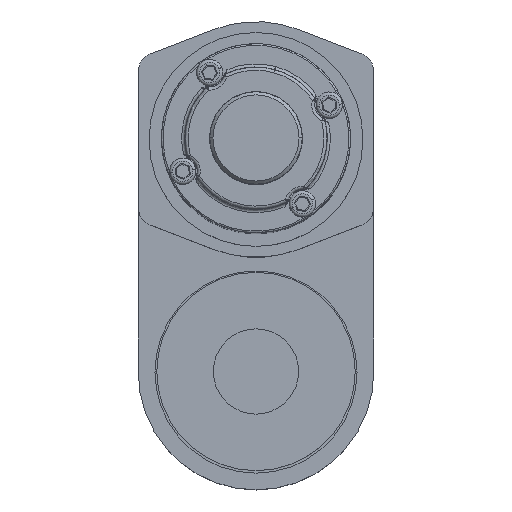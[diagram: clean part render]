
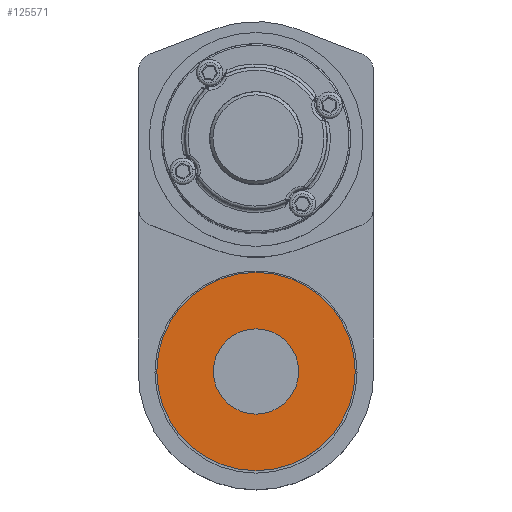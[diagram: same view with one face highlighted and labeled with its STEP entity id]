
A CAD part, top view. The second image highlights one B-rep face of the part: STEP entity #125571.
In plain terms, the highlighted planar face has unit normal (0, 0, 1).
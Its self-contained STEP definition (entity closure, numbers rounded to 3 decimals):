
#125252=CARTESIAN_POINT('',(0.,-75.,104.5));
#125253=DIRECTION('',(0.,0.,-1.));
#125254=DIRECTION('',(1.,0.,0.));
#125255=AXIS2_PLACEMENT_3D('',#125252,#125253,#125254);
#125257=CARTESIAN_POINT('',(0.,-75.,104.5));
#125258=DIRECTION('',(0.,0.,-1.));
#125259=DIRECTION('',(-1.,0.,0.));
#125260=AXIS2_PLACEMENT_3D('',#125257,#125258,#125259);
#125262=CARTESIAN_POINT('',(0.,-75.,104.5));
#125263=DIRECTION('',(0.,0.,1.));
#125264=DIRECTION('',(-1.,0.,0.));
#125265=AXIS2_PLACEMENT_3D('',#125262,#125263,#125264);
#125267=CARTESIAN_POINT('',(0.,-75.,104.5));
#125268=DIRECTION('',(0.,0.,1.));
#125269=DIRECTION('',(1.,0.,0.));
#125270=AXIS2_PLACEMENT_3D('',#125267,#125268,#125269);
#125456=CARTESIAN_POINT('',(-13.75,-75.,104.5));
#125457=VERTEX_POINT('',#125456);
#125458=CARTESIAN_POINT('',(13.75,-75.,104.5));
#125459=VERTEX_POINT('',#125458);
#125460=CARTESIAN_POINT('',(32.,-75.,104.5));
#125461=CARTESIAN_POINT('',(-32.,-75.,104.5));
#125462=VERTEX_POINT('',#125460);
#125463=VERTEX_POINT('',#125461);
#125556=CARTESIAN_POINT('',(0.,-75.,104.5));
#125557=DIRECTION('',(0.,0.,1.));
#125558=DIRECTION('',(-1.,0.,0.));
#125559=AXIS2_PLACEMENT_3D('',#125556,#125557,#125558);
#125560=PLANE('',#125559);
#125562=ORIENTED_EDGE('',*,*,#125561,.T.);
#125564=ORIENTED_EDGE('',*,*,#125563,.T.);
#125565=EDGE_LOOP('',(#125562,#125564));
#125566=FACE_OUTER_BOUND('',#125565,.F.);
#125567=ORIENTED_EDGE('',*,*,#125549,.T.);
#125568=ORIENTED_EDGE('',*,*,#125525,.T.);
#125569=EDGE_LOOP('',(#125567,#125568));
#125570=FACE_BOUND('',#125569,.F.);
#125256=CIRCLE('',#125255,32.);
#125261=CIRCLE('',#125260,32.);
#125266=CIRCLE('',#125265,13.75);
#125271=CIRCLE('',#125270,13.75);
#125525=EDGE_CURVE('',#125459,#125457,#125271,.T.);
#125549=EDGE_CURVE('',#125457,#125459,#125266,.T.);
#125561=EDGE_CURVE('',#125462,#125463,#125256,.T.);
#125563=EDGE_CURVE('',#125463,#125462,#125261,.T.);
#125571=ADVANCED_FACE('',(#125566,#125570),#125560,.T.);
